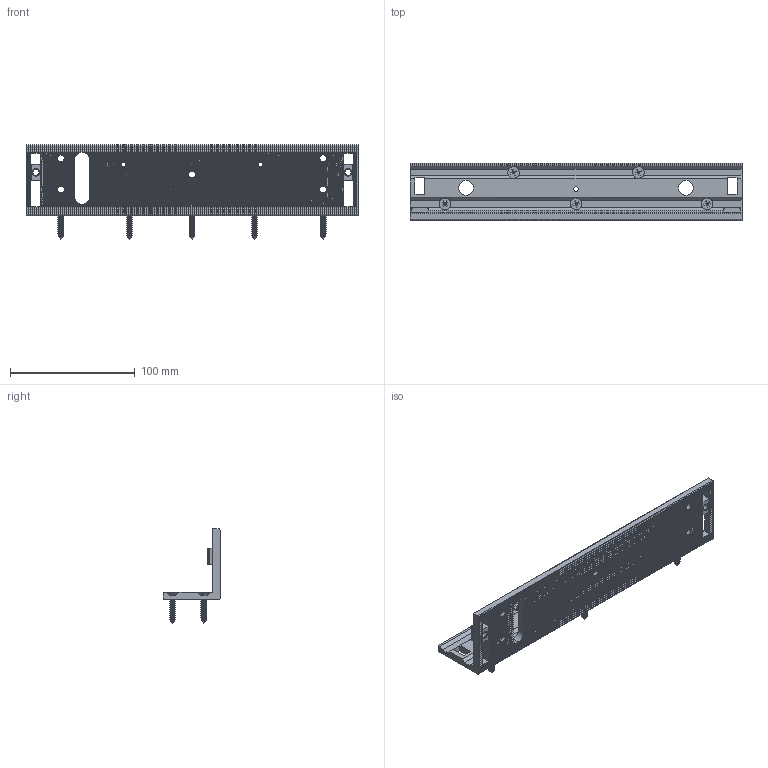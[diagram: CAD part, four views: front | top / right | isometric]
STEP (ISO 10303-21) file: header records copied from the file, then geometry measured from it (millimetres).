
FILE_DESCRIPTION (( 'STEP AP214' ), '1' );
FILE_NAME ('EF550L.step', '2021-07-29T14:16:04', ( '' ), ( '' ), 'SwSTEP 2.0', 'SolidWorks 2020', '' );
FILE_SCHEMA (( 'AUTOMOTIVE_DESIGN' ));
Length unit declared in the file: millimetre
Products named in the file (9): Tapping screw DIN 7982-ST4.8x25-C-H-S-1; EF550-L COMMUN EF550 R1-1; T-NUTS MODIFIES-1; Tapping screw DIN 7982-ST4.8x25-C-H-S-2; Tapping screw DIN 7982-ST4.8x25-C-H-S-4; EF550L; T-NUTS MODIFIES-2; Tapping screw DIN 7982-ST4.8x25-C-H-S-5; Tapping screw DIN 7982-ST4.8x25-C-H-S-3
Assembly tree (8 placements, depth 2):
  EF550L
    EF550-L COMMUN EF550 R1-1
    T-NUTS MODIFIES-2
    T-NUTS MODIFIES-1
    Tapping screw DIN 7982-ST4.8x25-C-H-S-2
    Tapping screw DIN 7982-ST4.8x25-C-H-S-4
    Tapping screw DIN 7982-ST4.8x25-C-H-S-1
    Tapping screw DIN 7982-ST4.8x25-C-H-S-5
    Tapping screw DIN 7982-ST4.8x25-C-H-S-3
Bounding box: 266 x 45.69 x 76 mm (x, y, z)
Volume: 136187.6 mm3; surface area: 61818.3 mm2
Topology: 8 solids, 8 shells, 1099 faces, 2852 edges, 1747 vertices
Faces by surface type: cylinder 437, plane 344, cone 298, bspline 20
Entity records: 34121 total; most frequent: CARTESIAN_POINT 6954, ORIENTED_EDGE 5684, DIRECTION 5656, EDGE_CURVE 2842, AXIS2_PLACEMENT_3D 1997, VERTEX_POINT 1747, LINE 1662, VECTOR 1662
